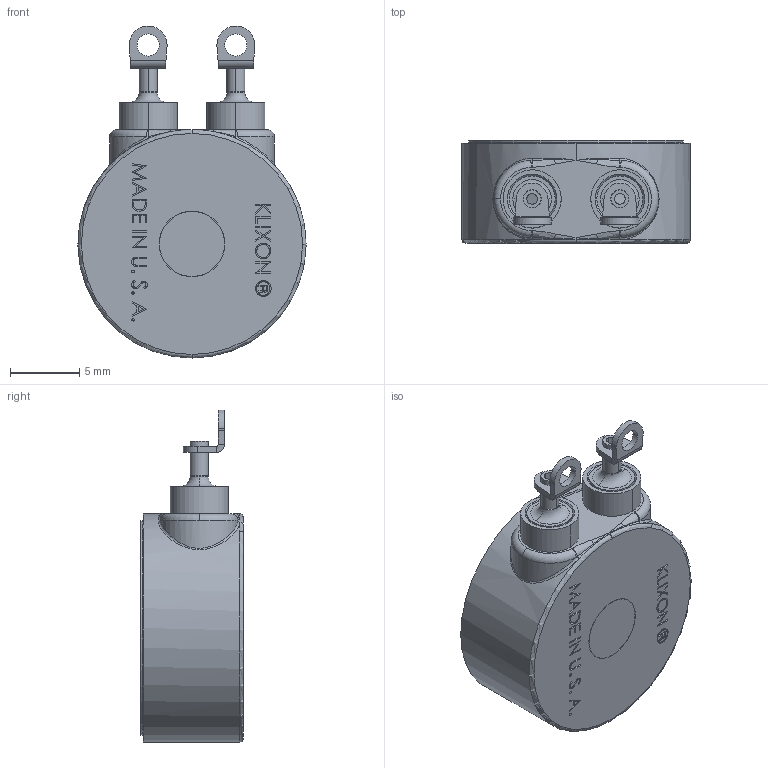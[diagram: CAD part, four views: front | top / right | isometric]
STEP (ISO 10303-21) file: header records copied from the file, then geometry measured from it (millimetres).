
FILE_DESCRIPTION (( 'STEP AP214' ), '1' );
FILE_NAME ('M221.STEP', '2021-07-20T16:05:48', ( '' ), ( '' ), 'SwSTEP 2.0', 'SolidWorks 2020', '' );
FILE_SCHEMA (( 'AUTOMOTIVE_DESIGN' ));
Length unit declared in the file: inch
Products named in the file (1): M221
Bounding box: 16.51 x 7.44 x 24.03 mm (x, y, z)
Volume: 1683 mm3; surface area: 1116.2 mm2
Topology: 3 solids, 5 shells, 385 faces, 964 edges, 620 vertices
Faces by surface type: plane 192, bspline 89, cylinder 75, torus 15, cone 14
Entity records: 20525 total; most frequent: CARTESIAN_POINT 7132, ORIENTED_EDGE 1912, DIRECTION 1519, EDGE_CURVE 956, VERTEX_POINT 620, LINE 561, VECTOR 561, AXIS2_PLACEMENT_3D 479
